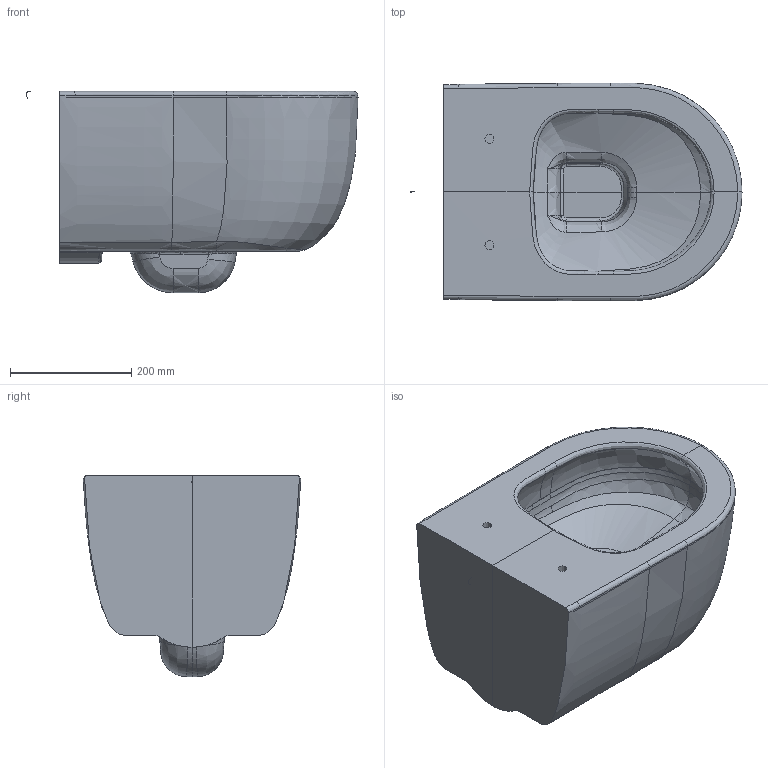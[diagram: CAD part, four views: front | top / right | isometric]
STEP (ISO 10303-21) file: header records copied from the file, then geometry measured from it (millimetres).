
FILE_DESCRIPTION(/* description */ (''),/* implementation_level */ '2;1');
FILE_NAME(/* name */ '1417KL~2',/* time_stamp */ '2020-05-06T18:42:56+03:00',/* author */ (''),/* organization */ (''),/* preprocessor_version */ 'ST-DEVELOPER v15',/* originating_system */ '',/* authorisation */ '');
FILE_SCHEMA (('CONFIG_CONTROL_DESIGN'));
Length unit declared in the file: millimetre
Products named in the file (1): Document
Bounding box: 546.94 x 359.02 x 331.81 mm (x, y, z)
Surface area: 812674.5 mm2 (no closed solid volume)
Topology: 0 solids, 11 shells, 183 faces, 429 edges, 239 vertices
Faces by surface type: bspline 152, plane 31
Entity records: 57247 total; most frequent: CARTESIAN_POINT 53347, ORIENTED_EDGE 1378, EDGE_CURVE 904, B_SPLINE_CURVE_WITH_KNOTS 503, VERTEX_POINT 291, EDGE_LOOP 195, ADVANCED_FACE 193, FACE_OUTER_BOUND 193
